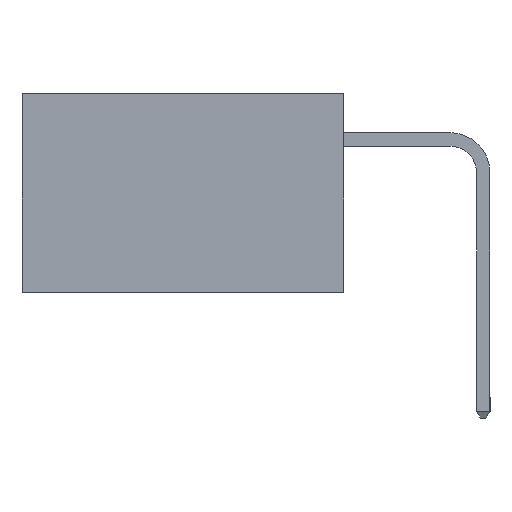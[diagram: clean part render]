
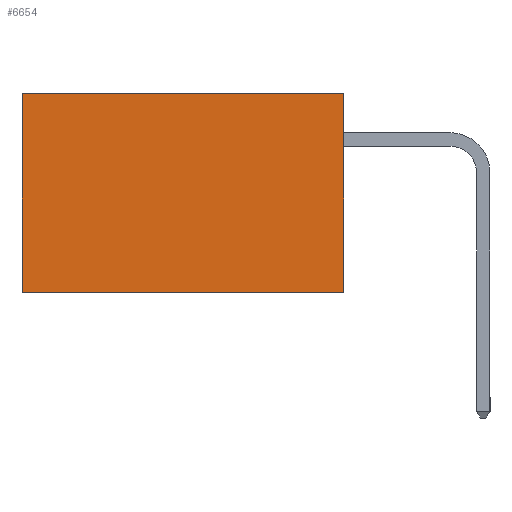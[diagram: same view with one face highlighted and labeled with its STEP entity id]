
A CAD part, left-side view. The second image highlights one B-rep face of the part: STEP entity #6654.
In plain terms, the highlighted planar face has unit normal (-1, 0, 0).
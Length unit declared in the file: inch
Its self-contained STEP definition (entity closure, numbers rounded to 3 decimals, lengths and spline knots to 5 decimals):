
#62 = VERTEX_POINT ( 'NONE', #18272 ) ;
#764 = LINE ( 'NONE', #11694, #4927 ) ;
#3095 = CARTESIAN_POINT ( 'NONE',  ( 0.2615, 0.6, -0.37 ) ) ;
#3563 = ORIENTED_EDGE ( 'NONE', *, *, #11612, .F. ) ;
#3704 = LINE ( 'NONE', #21092, #15823 ) ;
#4121 = EDGE_CURVE ( 'NONE', #62, #4374, #764, .T. ) ;
#4374 = VERTEX_POINT ( 'NONE', #7741 ) ;
#4927 = VECTOR ( 'NONE', #11066, 39.37008 ) ;
#5659 = CARTESIAN_POINT ( 'NONE',  ( 0.2615, 0., -0.37 ) ) ;
#6198 = VECTOR ( 'NONE', #13845, 39.37008 ) ;
#6556 = DIRECTION ( 'NONE',  ( 0., 0., -1. ) ) ;
#6654 = ADVANCED_FACE ( 'NONE', ( #20989 ), #7758, .F. ) ;
#7741 = CARTESIAN_POINT ( 'NONE',  ( 0.2615, 0.6, 0. ) ) ;
#7758 = PLANE ( 'NONE',  #20841 ) ;
#8857 = CARTESIAN_POINT ( 'NONE',  ( 0.2615, 0., -0.37 ) ) ;
#10768 = DIRECTION ( 'NONE',  ( 1., 0., 0. ) ) ;
#11066 = DIRECTION ( 'NONE',  ( 0., 1., 0. ) ) ;
#11350 = VERTEX_POINT ( 'NONE', #16975 ) ;
#11612 = EDGE_CURVE ( 'NONE', #62, #20443, #20276, .T. ) ;
#11694 = CARTESIAN_POINT ( 'NONE',  ( 0.2615, 0., 0. ) ) ;
#11775 = LINE ( 'NONE', #3095, #20697 ) ;
#12767 = DIRECTION ( 'NONE',  ( 0., 1., 0. ) ) ;
#13845 = DIRECTION ( 'NONE',  ( 0., 0., -1. ) ) ;
#13890 = CARTESIAN_POINT ( 'NONE',  ( 0.2615, 0., -0.37 ) ) ;
#14636 = ORIENTED_EDGE ( 'NONE', *, *, #4121, .T. ) ;
#15197 = DIRECTION ( 'NONE',  ( 0., 0., -1. ) ) ;
#15600 = ORIENTED_EDGE ( 'NONE', *, *, #20605, .F. ) ;
#15823 = VECTOR ( 'NONE', #12767, 39.37008 ) ;
#16587 = EDGE_LOOP ( 'NONE', ( #19275, #15600, #3563, #14636 ) ) ;
#16975 = CARTESIAN_POINT ( 'NONE',  ( 0.2615, 0.6, -0.37 ) ) ;
#18272 = CARTESIAN_POINT ( 'NONE',  ( 0.2615, 0., 0. ) ) ;
#19275 = ORIENTED_EDGE ( 'NONE', *, *, #21400, .T. ) ;
#20276 = LINE ( 'NONE', #13890, #6198 ) ;
#20443 = VERTEX_POINT ( 'NONE', #8857 ) ;
#20605 = EDGE_CURVE ( 'NONE', #20443, #11350, #3704, .T. ) ;
#20697 = VECTOR ( 'NONE', #15197, 39.37008 ) ;
#20841 = AXIS2_PLACEMENT_3D ( 'NONE', #5659, #10768, #6556 ) ;
#20989 = FACE_OUTER_BOUND ( 'NONE', #16587, .T. ) ;
#21092 = CARTESIAN_POINT ( 'NONE',  ( 0.2615, 0., -0.37 ) ) ;
#21400 = EDGE_CURVE ( 'NONE', #4374, #11350, #11775, .T. ) ;
